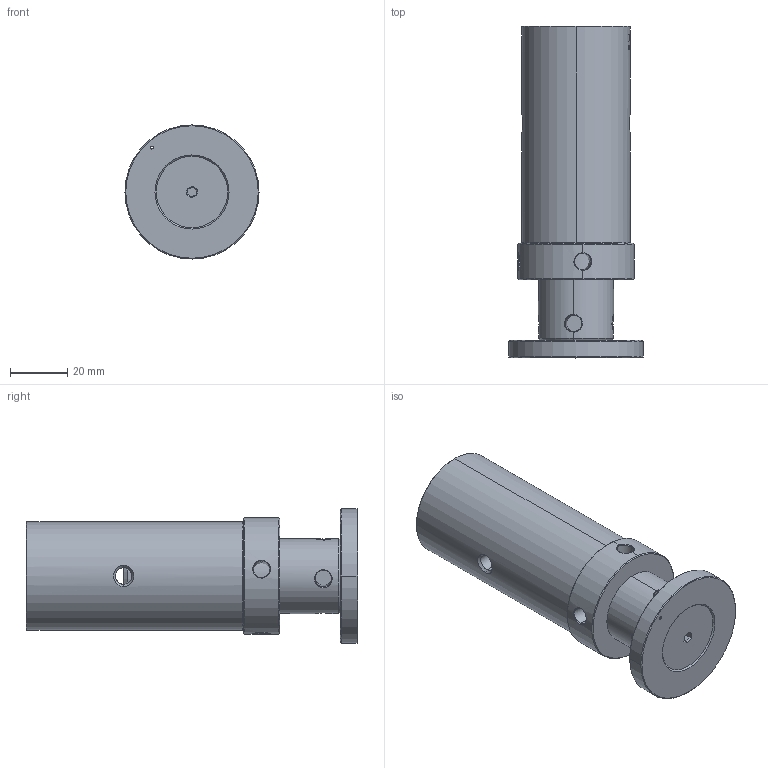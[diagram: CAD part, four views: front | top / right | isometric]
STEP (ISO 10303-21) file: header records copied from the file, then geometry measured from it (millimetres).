
FILE_DESCRIPTION (( 'STEP AP203' ), '1' );
FILE_NAME ('SRC38-40T6.STEP', '2025-08-19T06:42:26', ( '' ), ( '' ), 'SwSTEP 2.0', 'SolidWorks 2020', '' );
FILE_SCHEMA (( 'CONFIG_CONTROL_DESIGN' ));
Products named in the file (1): SRC38-40T6
Bounding box: 47 x 116.29 x 47 mm (x, y, z)
Volume: 117474.6 mm3; surface area: 33217.7 mm2
Topology: 4 solids, 4 shells, 495 faces, 1306 edges, 852 vertices
Faces by surface type: bspline 298, plane 87, cylinder 72, cone 38
Entity records: 46154 total; most frequent: CARTESIAN_POINT 36504, ORIENTED_EDGE 2604, EDGE_CURVE 1302, B_SPLINE_CURVE_WITH_KNOTS 957, DIRECTION 874, VERTEX_POINT 852, EDGE_LOOP 548, FACE_OUTER_BOUND 495
